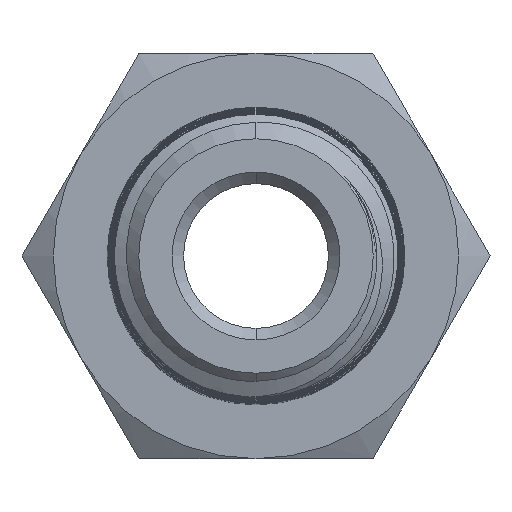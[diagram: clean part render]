
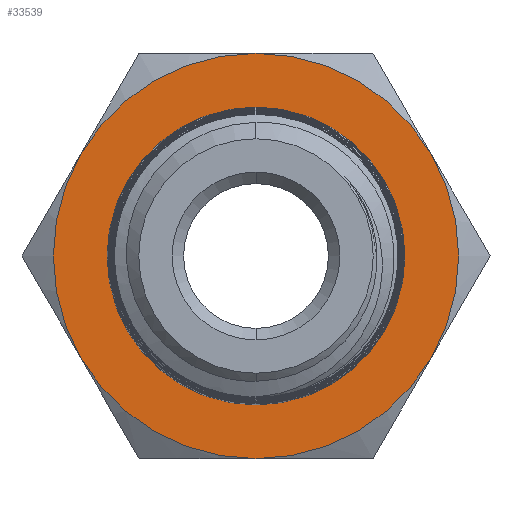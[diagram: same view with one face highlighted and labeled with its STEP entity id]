
A CAD part, front view. The second image highlights one B-rep face of the part: STEP entity #33539.
In plain terms, the highlighted planar face has unit normal (0, -1, 0).
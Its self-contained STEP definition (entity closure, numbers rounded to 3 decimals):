
#378 = VERTEX_POINT ( 'NONE', #28915 ) ;
#822 = ORIENTED_EDGE ( 'NONE', *, *, #37389, .F. ) ;
#852 = CIRCLE ( 'NONE', #37695, 5.145 ) ;
#1263 = AXIS2_PLACEMENT_3D ( 'NONE', #9411, #33572, #12890 ) ;
#1302 = DIRECTION ( 'NONE',  ( 0., -1., 0. ) ) ;
#1596 = ORIENTED_EDGE ( 'NONE', *, *, #28666, .F. ) ;
#1812 = VERTEX_POINT ( 'NONE', #21619 ) ;
#2522 = EDGE_CURVE ( 'NONE', #15062, #4403, #17104, .T. ) ;
#2884 = CIRCLE ( 'NONE', #26043, 5.145 ) ;
#2994 = CIRCLE ( 'NONE', #37380, 7. ) ;
#3524 = CIRCLE ( 'NONE', #1263, 7. ) ;
#3567 = DIRECTION ( 'NONE',  ( 0., 1., 0. ) ) ;
#4403 = VERTEX_POINT ( 'NONE', #6618 ) ;
#5825 = CARTESIAN_POINT ( 'NONE',  ( 0., 0., 0. ) ) ;
#6520 = VERTEX_POINT ( 'NONE', #38139 ) ;
#6618 = CARTESIAN_POINT ( 'NONE',  ( 6.062, 0., -3.5 ) ) ;
#6645 = DIRECTION ( 'NONE',  ( 0., 0., 1. ) ) ;
#7056 = AXIS2_PLACEMENT_3D ( 'NONE', #23856, #27309, #6645 ) ;
#7147 = DIRECTION ( 'NONE',  ( 0., 1., 0. ) ) ;
#7229 = CIRCLE ( 'NONE', #43113, 7. ) ;
#7292 = FACE_OUTER_BOUND ( 'NONE', #11374, .T. ) ;
#8510 = ORIENTED_EDGE ( 'NONE', *, *, #31464, .F. ) ;
#9180 = ORIENTED_EDGE ( 'NONE', *, *, #22782, .F. ) ;
#9283 = DIRECTION ( 'NONE',  ( 0., 0., 1. ) ) ;
#9411 = CARTESIAN_POINT ( 'NONE',  ( 0., 0., 0. ) ) ;
#11374 = EDGE_LOOP ( 'NONE', ( #1596, #23211, #822, #9180, #8510, #37633 ) ) ;
#11630 = CIRCLE ( 'NONE', #41466, 7. ) ;
#12297 = ORIENTED_EDGE ( 'NONE', *, *, #21724, .F. ) ;
#12890 = DIRECTION ( 'NONE',  ( 0., 0., 1. ) ) ;
#13973 = DIRECTION ( 'NONE',  ( 0., -1., 0. ) ) ;
#14897 = CARTESIAN_POINT ( 'NONE',  ( -6.062, 0., 3.5 ) ) ;
#15062 = VERTEX_POINT ( 'NONE', #36355 ) ;
#16479 = FACE_BOUND ( 'NONE', #25172, .T. ) ;
#17104 = CIRCLE ( 'NONE', #20978, 7. ) ;
#17775 = VERTEX_POINT ( 'NONE', #38915 ) ;
#18685 = CARTESIAN_POINT ( 'NONE',  ( -6.062, 0., -3.5 ) ) ;
#19563 = CARTESIAN_POINT ( 'NONE',  ( 0., 0., 0. ) ) ;
#20978 = AXIS2_PLACEMENT_3D ( 'NONE', #34807, #37248, #37697 ) ;
#21619 = CARTESIAN_POINT ( 'NONE',  ( 0., 0., -5.145 ) ) ;
#21724 = EDGE_CURVE ( 'NONE', #1812, #17775, #852, .T. ) ;
#22002 = CARTESIAN_POINT ( 'NONE',  ( 0., 0., 0. ) ) ;
#22146 = AXIS2_PLACEMENT_3D ( 'NONE', #27796, #7147, #31277 ) ;
#22782 = EDGE_CURVE ( 'NONE', #29195, #6520, #11630, .T. ) ;
#22900 = CIRCLE ( 'NONE', #22146, 7. ) ;
#22935 = EDGE_CURVE ( 'NONE', #378, #31208, #3524, .T. ) ;
#23018 = DIRECTION ( 'NONE',  ( 0., 0., 1. ) ) ;
#23211 = ORIENTED_EDGE ( 'NONE', *, *, #2522, .F. ) ;
#23856 = CARTESIAN_POINT ( 'NONE',  ( 0., 0., 0. ) ) ;
#24262 = CARTESIAN_POINT ( 'NONE',  ( 0., 0., 0. ) ) ;
#25172 = EDGE_LOOP ( 'NONE', ( #39797, #12297 ) ) ;
#25460 = DIRECTION ( 'NONE',  ( 0., 0., 1. ) ) ;
#26043 = AXIS2_PLACEMENT_3D ( 'NONE', #22002, #1302, #25460 ) ;
#27309 = DIRECTION ( 'NONE',  ( 0., 1., 0. ) ) ;
#27713 = DIRECTION ( 'NONE',  ( 0., 0., 1. ) ) ;
#27796 = CARTESIAN_POINT ( 'NONE',  ( 0., 0., 0. ) ) ;
#28666 = EDGE_CURVE ( 'NONE', #4403, #378, #7229, .T. ) ;
#28915 = CARTESIAN_POINT ( 'NONE',  ( 0., 0., -7. ) ) ;
#29191 = EDGE_CURVE ( 'NONE', #17775, #1812, #2884, .T. ) ;
#29195 = VERTEX_POINT ( 'NONE', #14897 ) ;
#29957 = DIRECTION ( 'NONE',  ( 0., 1., 0. ) ) ;
#31208 = VERTEX_POINT ( 'NONE', #18685 ) ;
#31277 = DIRECTION ( 'NONE',  ( 0., 0., 1. ) ) ;
#31464 = EDGE_CURVE ( 'NONE', #31208, #29195, #2994, .T. ) ;
#33539 = ADVANCED_FACE ( 'NONE', ( #16479, #7292 ), #37579, .F. ) ;
#33572 = DIRECTION ( 'NONE',  ( 0., 1., 0. ) ) ;
#34650 = CARTESIAN_POINT ( 'NONE',  ( 0., 0., 0. ) ) ;
#34807 = CARTESIAN_POINT ( 'NONE',  ( 0., 0., 0. ) ) ;
#36355 = CARTESIAN_POINT ( 'NONE',  ( 6.062, 0., 3.5 ) ) ;
#37248 = DIRECTION ( 'NONE',  ( 0., 1., 0. ) ) ;
#37380 = AXIS2_PLACEMENT_3D ( 'NONE', #5825, #29957, #9283 ) ;
#37389 = EDGE_CURVE ( 'NONE', #6520, #15062, #22900, .T. ) ;
#37579 = PLANE ( 'NONE',  #7056 ) ;
#37633 = ORIENTED_EDGE ( 'NONE', *, *, #22935, .F. ) ;
#37695 = AXIS2_PLACEMENT_3D ( 'NONE', #34650, #13973, #38122 ) ;
#37697 = DIRECTION ( 'NONE',  ( 0., 0., 1. ) ) ;
#38122 = DIRECTION ( 'NONE',  ( 0., 0., 1. ) ) ;
#38139 = CARTESIAN_POINT ( 'NONE',  ( 0., 0., 7. ) ) ;
#38915 = CARTESIAN_POINT ( 'NONE',  ( 0., 0., 5.145 ) ) ;
#39797 = ORIENTED_EDGE ( 'NONE', *, *, #29191, .F. ) ;
#41466 = AXIS2_PLACEMENT_3D ( 'NONE', #19563, #43697, #23018 ) ;
#43113 = AXIS2_PLACEMENT_3D ( 'NONE', #24262, #3567, #27713 ) ;
#43697 = DIRECTION ( 'NONE',  ( 0., 1., 0. ) ) ;
